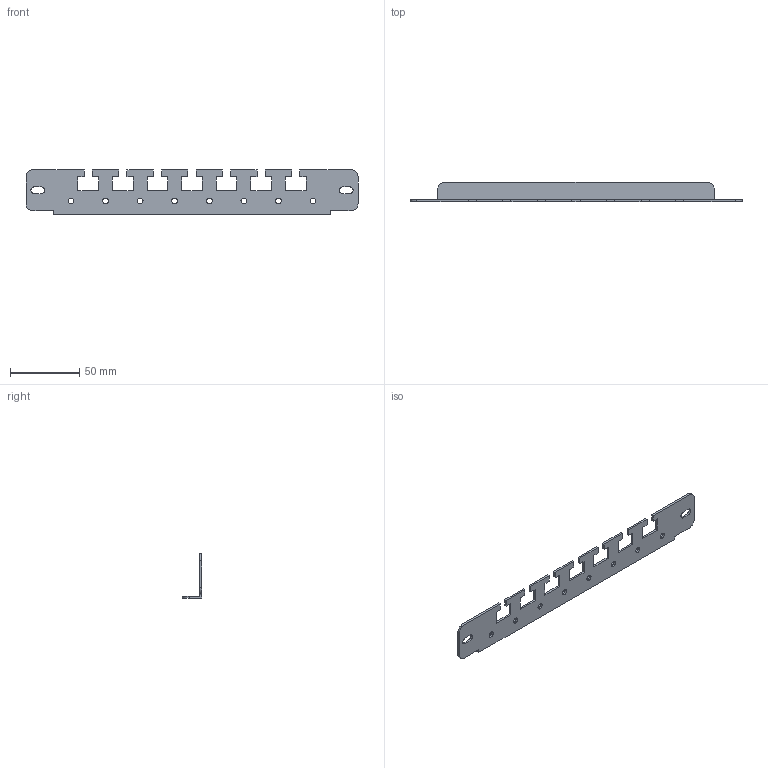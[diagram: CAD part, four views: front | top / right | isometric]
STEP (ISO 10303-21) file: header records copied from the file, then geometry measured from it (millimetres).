
FILE_DESCRIPTION (( 'STEP AP203' ), '1' );
FILE_NAME ('TI-00D-RTD-030 TITAN Ðåéêà äâåðè ïîïåðå÷íàÿ 300 (2øò. êîìïë) IEK.STEP', '2024-09-11T08:23:42', ( '' ), ( '' ), 'SwSTEP 2.0', 'SolidWorks 2022', '' );
FILE_SCHEMA (( 'CONFIG_CONTROL_DESIGN' ));
Length unit declared in the file: millimetre
Products named in the file (1): TI-00D-RTD-030 TITAN Рейка двери поперечная 300 (2шт. компл) IEK
Bounding box: 240 x 14 x 32 mm (x, y, z)
Volume: 12881.6 mm3; surface area: 18749.1 mm2
Topology: 1 solids, 1 shells, 90 faces, 264 edges, 176 vertices
Faces by surface type: plane 72, cylinder 18
Full cylindrical faces by diameter (mm): 4.2 x8
Entity records: 3041 total; most frequent: CARTESIAN_POINT 523, ORIENTED_EDGE 512, DIRECTION 474, EDGE_CURVE 256, VECTOR 220, LINE 220, VERTEX_POINT 176, AXIS2_PLACEMENT_3D 127
